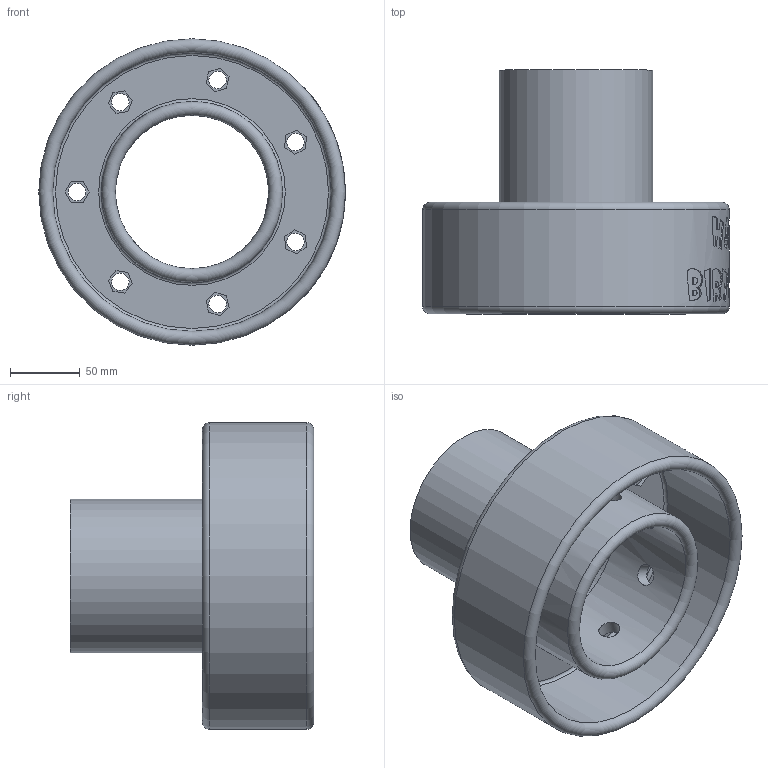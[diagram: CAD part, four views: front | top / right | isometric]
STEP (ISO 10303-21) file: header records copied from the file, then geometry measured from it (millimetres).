
FILE_DESCRIPTION(/* description */ (''),/* implementation_level */ '2;1');
FILE_NAME(/* name */ '',/* time_stamp */ '2025-11-07T00:51:26+03:00',/* author */ ('I9232'),/* organization */ (''),/* preprocessor_version */ 'ST-DEVELOPER v19.2',/* originating_system */ 'Autodesk Inventor 2023',/* authorisation */ '');
FILE_SCHEMA (('AUTOMOTIVE_DESIGN { 1 0 10303 214 3 1 1 }'));
Length unit declared in the file: millimetre
Products named in the file (1): Торт
Bounding box: 220 x 175 x 220 mm (x, y, z)
Volume: 967033.2 mm3; surface area: 244143.2 mm2
Topology: 1 solids, 2 shells, 287 faces, 750 edges, 502 vertices
Faces by surface type: bspline 130, plane 84, cylinder 61, torus 12
Full cylindrical faces by diameter (mm): 12.5 x7, 15 x14, 110 x2, 130 x1, 200 x1, 220 x1
Entity records: 13135 total; most frequent: CARTESIAN_POINT 6822, ORIENTED_EDGE 1498, DIRECTION 868, EDGE_CURVE 750, VERTEX_POINT 502, LINE 356, VECTOR 356, EDGE_LOOP 354
